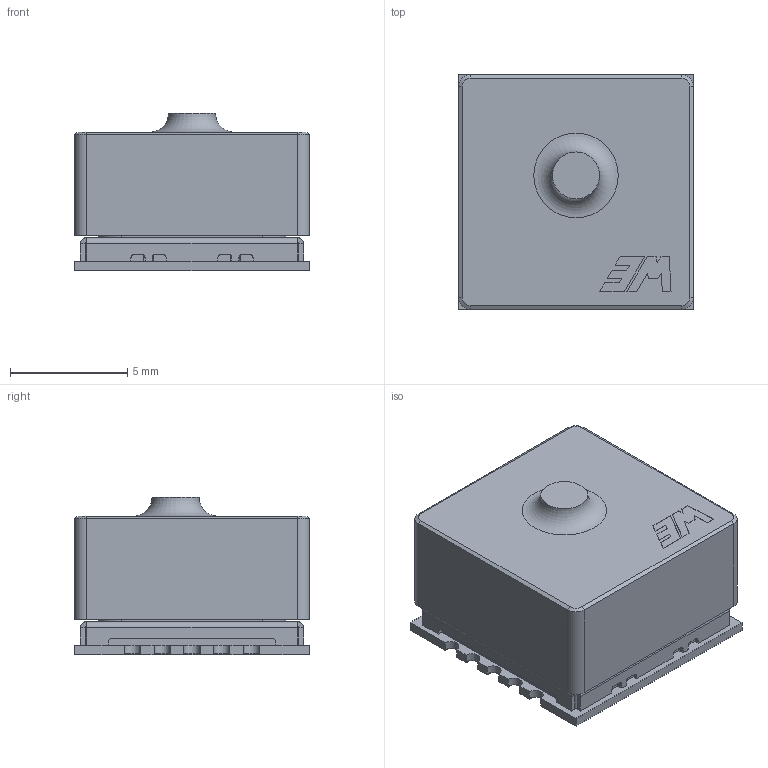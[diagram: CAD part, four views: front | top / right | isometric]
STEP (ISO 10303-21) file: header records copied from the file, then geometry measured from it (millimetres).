
FILE_DESCRIPTION(/* description */ ('Unknown'),/* implementation_level */ '2;1');
FILE_NAME(/* name */ '2613011037000',/* time_stamp */ '2020-02-21T08:44:40+01:00',/* author */ ('Unknown'),/* organization */ ('Unknown'),/* preprocessor_version */ 'ST-DEVELOPER v16.7',/* originating_system */ 'DEX',/* authorisation */ $);
FILE_SCHEMA (('AUTOMOTIVE_DESIGN {1 0 10303 214 3 1 1}'));
Length unit declared in the file: millimetre
Products named in the file (7): 2613011037000; Adhesive; solder; pincut; RTV; PCB; Case
Assembly tree (6 placements, depth 2):
  2613011037000
    Adhesive
    solder
    pincut
    RTV
    PCB
    Case
Bounding box: 10 x 10 x 6.7 mm (x, y, z)
Volume: 571.4 mm3; surface area: 1133.5 mm2
Topology: 6 solids, 6 shells, 256 faces, 647 edges, 411 vertices
Faces by surface type: plane 167, cylinder 72, bspline 8, torus 5, cone 4
Full cylindrical faces by diameter (mm): 0.4 x1, 0.45 x3, 0.85 x2, 0.99 x2, 1.651 x2, 2.4 x3
Entity records: 7999 total; most frequent: CARTESIAN_POINT 1711, ORIENTED_EDGE 1252, DIRECTION 1246, EDGE_CURVE 626, LINE 472, VECTOR 472, VERTEX_POINT 404, AXIS2_PLACEMENT_3D 387
